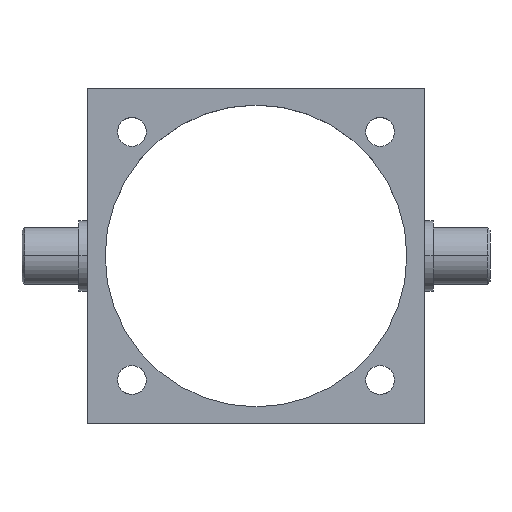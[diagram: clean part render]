
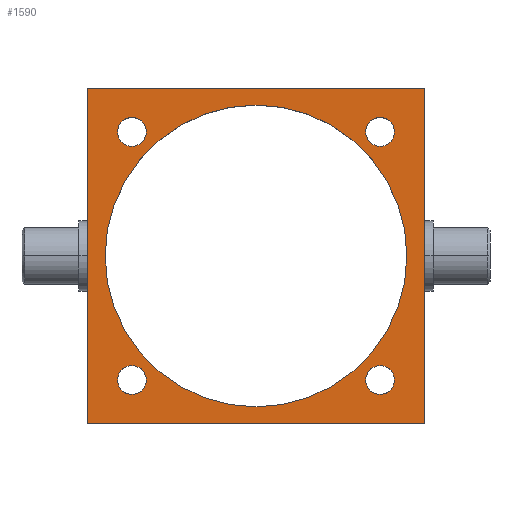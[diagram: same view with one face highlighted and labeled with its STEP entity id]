
A CAD part, top view. The second image highlights one B-rep face of the part: STEP entity #1590.
In plain terms, the highlighted planar face has unit normal (0, 0, 1).
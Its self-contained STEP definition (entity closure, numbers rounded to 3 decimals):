
#9 = EDGE_CURVE ( 'NONE', #1621, #1642, #2154, .T. ) ;
#13 = EDGE_CURVE ( 'NONE', #1667, #1659, #2170, .T. ) ;
#16 = EDGE_CURVE ( 'NONE', #1676, #1663, #1859, .T. ) ;
#21 = EDGE_CURVE ( 'NONE', #1622, #1637, #1941, .T. ) ;
#22 = EDGE_CURVE ( 'NONE', #1673, #1658, #1686, .T. ) ;
#42 = AXIS2_PLACEMENT_3D ( 'NONE', #891, #895, #888 ) ;
#47 = AXIS2_PLACEMENT_3D ( 'NONE', #1469, #881, #882 ) ;
#59 = AXIS2_PLACEMENT_3D ( 'NONE', #1184, #1257, #1258 ) ;
#63 = AXIS2_PLACEMENT_3D ( 'NONE', #1253, #1254, #1255 ) ;
#64 = AXIS2_PLACEMENT_3D ( 'NONE', #1278, #1288, #1380 ) ;
#66 = AXIS2_PLACEMENT_3D ( 'NONE', #1274, #1276, #1277 ) ;
#68 = AXIS2_PLACEMENT_3D ( 'NONE', #1281, #1284, #1285 ) ;
#75 = AXIS2_PLACEMENT_3D ( 'NONE', #1462, #1452, #1450 ) ;
#93 = AXIS2_PLACEMENT_3D ( 'NONE', #1092, #1035, #1034 ) ;
#137 = AXIS2_PLACEMENT_3D ( 'NONE', #1309, #1325, #1326 ) ;
#156 = EDGE_CURVE ( 'NONE', #1654, #1634, #1985, .T. ) ;
#157 = EDGE_CURVE ( 'NONE', #1637, #1622, #2007, .T. ) ;
#159 = EDGE_CURVE ( 'NONE', #1659, #1673, #1986, .T. ) ;
#164 = EDGE_CURVE ( 'NONE', #1639, #1379, #1930, .T. ) ;
#167 = EDGE_CURVE ( 'NONE', #1634, #1654, #1896, .T. ) ;
#168 = EDGE_CURVE ( 'NONE', #1642, #1621, #1890, .T. ) ;
#170 = EDGE_CURVE ( 'NONE', #1658, #1667, #1925, .T. ) ;
#173 = EDGE_CURVE ( 'NONE', #1379, #1639, #1961, .T. ) ;
#204 = EDGE_CURVE ( 'NONE', #1663, #1676, #1936, .T. ) ;
#262 = AXIS2_PLACEMENT_3D ( 'NONE', #340, #366, #636 ) ;
#317 = CARTESIAN_POINT ( 'NONE',  ( -95., 94.5, 20. ) ) ;
#318 = CARTESIAN_POINT ( 'NONE',  ( 61.875, -70., 20. ) ) ;
#323 = CARTESIAN_POINT ( 'NONE',  ( 78.125, -70., 20. ) ) ;
#336 = CARTESIAN_POINT ( 'NONE',  ( -61.875, 70., 20. ) ) ;
#340 = CARTESIAN_POINT ( 'NONE',  ( 95., 94.5, 20. ) ) ;
#366 = DIRECTION ( 'NONE',  ( 0., 0., -1. ) ) ;
#373 = CARTESIAN_POINT ( 'NONE',  ( -78.125, -70., 20. ) ) ;
#374 = CARTESIAN_POINT ( 'NONE',  ( 78.125, 70., 20. ) ) ;
#376 = CARTESIAN_POINT ( 'NONE',  ( 95., 94.5, 20. ) ) ;
#377 = CARTESIAN_POINT ( 'NONE',  ( -85.1, 0., 20. ) ) ;
#389 = CARTESIAN_POINT ( 'NONE',  ( -95., -94.5, 20. ) ) ;
#401 = CARTESIAN_POINT ( 'NONE',  ( -78.125, 70., 20. ) ) ;
#430 = CARTESIAN_POINT ( 'NONE',  ( 61.875, 70., 20. ) ) ;
#432 = CARTESIAN_POINT ( 'NONE',  ( -61.875, -70., 20. ) ) ;
#492 = CARTESIAN_POINT ( 'NONE',  ( 95., -94.5, 20. ) ) ;
#495 = PLANE ( 'NONE',  #262 ) ;
#636 = DIRECTION ( 'NONE',  ( -1., 0., 0. ) ) ;
#881 = DIRECTION ( 'NONE',  ( 0., 0., 1. ) ) ;
#882 = DIRECTION ( 'NONE',  ( 1., 0., 0. ) ) ;
#888 = DIRECTION ( 'NONE',  ( 1., 0., 0. ) ) ;
#891 = CARTESIAN_POINT ( 'NONE',  ( -70., -70., 20. ) ) ;
#895 = DIRECTION ( 'NONE',  ( 0., 0., 1. ) ) ;
#969 = DIRECTION ( 'NONE',  ( 0., -1., 0. ) ) ;
#983 = CARTESIAN_POINT ( 'NONE',  ( 95., -94.5, 20. ) ) ;
#1034 = DIRECTION ( 'NONE',  ( 1., 0., 0. ) ) ;
#1035 = DIRECTION ( 'NONE',  ( 0., 0., 1. ) ) ;
#1092 = CARTESIAN_POINT ( 'NONE',  ( 70., -70., 20. ) ) ;
#1184 = CARTESIAN_POINT ( 'NONE',  ( 70., 70., 20. ) ) ;
#1253 = CARTESIAN_POINT ( 'NONE',  ( -70., 70., 20. ) ) ;
#1254 = DIRECTION ( 'NONE',  ( 0., 0., 1. ) ) ;
#1255 = DIRECTION ( 'NONE',  ( 1., 0., 0. ) ) ;
#1256 = CARTESIAN_POINT ( 'NONE',  ( -95., 94.5, 20. ) ) ;
#1257 = DIRECTION ( 'NONE',  ( 0., 0., 1. ) ) ;
#1258 = DIRECTION ( 'NONE',  ( 1., 0., 0. ) ) ;
#1264 = DIRECTION ( 'NONE',  ( -1., 0., 0. ) ) ;
#1274 = CARTESIAN_POINT ( 'NONE',  ( 0., 0., 20. ) ) ;
#1276 = DIRECTION ( 'NONE',  ( 0., 0., 1. ) ) ;
#1277 = DIRECTION ( 'NONE',  ( 1., 0., 0. ) ) ;
#1278 = CARTESIAN_POINT ( 'NONE',  ( -70., -70., 20. ) ) ;
#1281 = CARTESIAN_POINT ( 'NONE',  ( -70., 70., 20. ) ) ;
#1284 = DIRECTION ( 'NONE',  ( 0., 0., 1. ) ) ;
#1285 = DIRECTION ( 'NONE',  ( 1., 0., 0. ) ) ;
#1288 = DIRECTION ( 'NONE',  ( 0., 0., 1. ) ) ;
#1307 = CARTESIAN_POINT ( 'NONE',  ( -95., -94.5, 20. ) ) ;
#1308 = DIRECTION ( 'NONE',  ( 1., 0., 0. ) ) ;
#1309 = CARTESIAN_POINT ( 'NONE',  ( 0., 0., 20. ) ) ;
#1325 = DIRECTION ( 'NONE',  ( 0., 0., 1. ) ) ;
#1326 = DIRECTION ( 'NONE',  ( 1., 0., 0. ) ) ;
#1379 = VERTEX_POINT ( 'NONE', #1519 ) ;
#1380 = DIRECTION ( 'NONE',  ( 1., 0., 0. ) ) ;
#1450 = DIRECTION ( 'NONE',  ( 1., 0., 0. ) ) ;
#1452 = DIRECTION ( 'NONE',  ( 0., 0., 1. ) ) ;
#1462 = CARTESIAN_POINT ( 'NONE',  ( 70., -70., 20. ) ) ;
#1463 = DIRECTION ( 'NONE',  ( 0., 1., 0. ) ) ;
#1465 = CARTESIAN_POINT ( 'NONE',  ( -95., -94.5, 20. ) ) ;
#1469 = CARTESIAN_POINT ( 'NONE',  ( 70., 70., 20. ) ) ;
#1519 = CARTESIAN_POINT ( 'NONE',  ( 85.1, 0., 20. ) ) ;
#1590 = ADVANCED_FACE ( 'NONE', ( #1741, #1814, #1949, #1975, #1706, #1743 ), #495, .F. ) ;
#1621 = VERTEX_POINT ( 'NONE', #373 ) ;
#1622 = VERTEX_POINT ( 'NONE', #374 ) ;
#1634 = VERTEX_POINT ( 'NONE', #336 ) ;
#1637 = VERTEX_POINT ( 'NONE', #430 ) ;
#1639 = VERTEX_POINT ( 'NONE', #377 ) ;
#1642 = VERTEX_POINT ( 'NONE', #432 ) ;
#1654 = VERTEX_POINT ( 'NONE', #401 ) ;
#1658 = VERTEX_POINT ( 'NONE', #389 ) ;
#1659 = VERTEX_POINT ( 'NONE', #376 ) ;
#1663 = VERTEX_POINT ( 'NONE', #318 ) ;
#1667 = VERTEX_POINT ( 'NONE', #492 ) ;
#1673 = VERTEX_POINT ( 'NONE', #317 ) ;
#1676 = VERTEX_POINT ( 'NONE', #323 ) ;
#1686 = LINE ( 'NONE', #1465, #1828 ) ;
#1706 = FACE_OUTER_BOUND ( 'NONE', #2357, .T. ) ;
#1741 = FACE_BOUND ( 'NONE', #2279, .T. ) ;
#1743 = FACE_BOUND ( 'NONE', #2250, .T. ) ;
#1814 = FACE_BOUND ( 'NONE', #2340, .T. ) ;
#1828 = VECTOR ( 'NONE', #969, 1000. ) ;
#1831 = VECTOR ( 'NONE', #1264, 1000. ) ;
#1859 = CIRCLE ( 'NONE', #75, 8.125 ) ;
#1890 = CIRCLE ( 'NONE', #64, 8.125 ) ;
#1896 = CIRCLE ( 'NONE', #68, 8.125 ) ;
#1925 = LINE ( 'NONE', #1307, #1927 ) ;
#1927 = VECTOR ( 'NONE', #1308, 1000. ) ;
#1930 = CIRCLE ( 'NONE', #66, 85.1 ) ;
#1936 = CIRCLE ( 'NONE', #93, 8.125 ) ;
#1941 = CIRCLE ( 'NONE', #47, 8.125 ) ;
#1949 = FACE_BOUND ( 'NONE', #2320, .T. ) ;
#1961 = CIRCLE ( 'NONE', #137, 85.1 ) ;
#1975 = FACE_BOUND ( 'NONE', #2084, .T. ) ;
#1985 = CIRCLE ( 'NONE', #63, 8.125 ) ;
#1986 = LINE ( 'NONE', #1256, #1831 ) ;
#2007 = CIRCLE ( 'NONE', #59, 8.125 ) ;
#2084 = EDGE_LOOP ( 'NONE', ( #2326, #2335 ) ) ;
#2118 = VECTOR ( 'NONE', #1463, 1000. ) ;
#2154 = CIRCLE ( 'NONE', #42, 8.125 ) ;
#2170 = LINE ( 'NONE', #983, #2118 ) ;
#2225 = ORIENTED_EDGE ( 'NONE', *, *, #156, .F. ) ;
#2230 = ORIENTED_EDGE ( 'NONE', *, *, #168, .F. ) ;
#2250 = EDGE_LOOP ( 'NONE', ( #2362, #2300 ) ) ;
#2267 = ORIENTED_EDGE ( 'NONE', *, *, #22, .T. ) ;
#2272 = ORIENTED_EDGE ( 'NONE', *, *, #159, .T. ) ;
#2279 = EDGE_LOOP ( 'NONE', ( #2367, #2301 ) ) ;
#2294 = ORIENTED_EDGE ( 'NONE', *, *, #9, .F. ) ;
#2300 = ORIENTED_EDGE ( 'NONE', *, *, #173, .F. ) ;
#2301 = ORIENTED_EDGE ( 'NONE', *, *, #204, .F. ) ;
#2316 = ORIENTED_EDGE ( 'NONE', *, *, #167, .F. ) ;
#2320 = EDGE_LOOP ( 'NONE', ( #2316, #2225 ) ) ;
#2326 = ORIENTED_EDGE ( 'NONE', *, *, #21, .F. ) ;
#2335 = ORIENTED_EDGE ( 'NONE', *, *, #157, .F. ) ;
#2340 = EDGE_LOOP ( 'NONE', ( #2230, #2294 ) ) ;
#2348 = ORIENTED_EDGE ( 'NONE', *, *, #13, .T. ) ;
#2357 = EDGE_LOOP ( 'NONE', ( #2348, #2272, #2267, #2358 ) ) ;
#2358 = ORIENTED_EDGE ( 'NONE', *, *, #170, .T. ) ;
#2362 = ORIENTED_EDGE ( 'NONE', *, *, #164, .F. ) ;
#2367 = ORIENTED_EDGE ( 'NONE', *, *, #16, .F. ) ;
